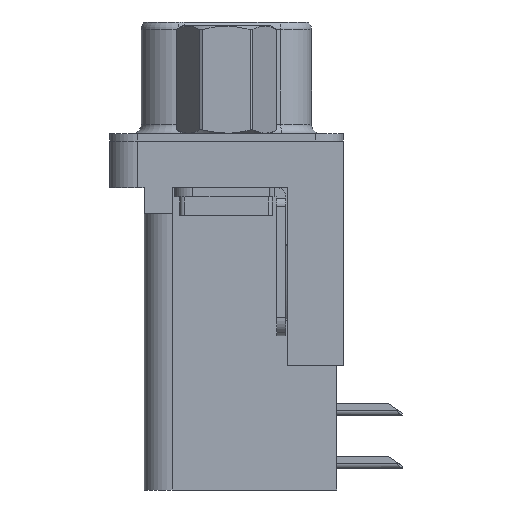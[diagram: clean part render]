
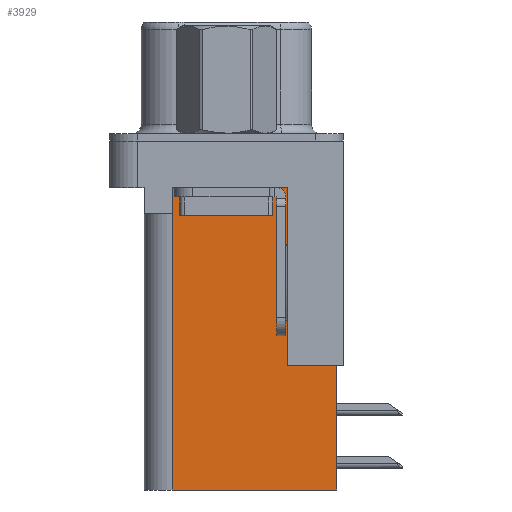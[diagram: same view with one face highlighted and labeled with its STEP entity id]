
A CAD part, left-side view. The second image highlights one B-rep face of the part: STEP entity #3929.
In plain terms, the highlighted planar face has unit normal (-1, 0, 0).
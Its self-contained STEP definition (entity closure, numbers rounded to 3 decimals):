
#581 = FACE_OUTER_BOUND ( 'NONE', #20371, .T. ) ;
#818 = VECTOR ( 'NONE', #9691, 1000. ) ;
#1105 = ORIENTED_EDGE ( 'NONE', *, *, #5773, .F. ) ;
#1252 = CARTESIAN_POINT ( 'NONE',  ( 3.765, -3.295, -18.76 ) ) ;
#1663 = DIRECTION ( 'NONE',  ( 0., 1., 0. ) ) ;
#1742 = EDGE_CURVE ( 'NONE', #22903, #21567, #23471, .T. ) ;
#2036 = EDGE_CURVE ( 'NONE', #21567, #17851, #16642, .T. ) ;
#2068 = VECTOR ( 'NONE', #15448, 1000. ) ;
#2383 = VERTEX_POINT ( 'NONE', #12883 ) ;
#2406 = EDGE_CURVE ( 'NONE', #17851, #2383, #4430, .T. ) ;
#3010 = LINE ( 'NONE', #5101, #23569 ) ;
#3039 = CARTESIAN_POINT ( 'NONE',  ( 3.765, 2.925, -18.76 ) ) ;
#3055 = DIRECTION ( 'NONE',  ( 0., 1., 0. ) ) ;
#3929 = ADVANCED_FACE ( 'NONE', ( #581 ), #17573, .F. ) ;
#4430 = LINE ( 'NONE', #9180, #24962 ) ;
#4976 = DIRECTION ( 'NONE',  ( 0., 1., 0. ) ) ;
#5044 = CARTESIAN_POINT ( 'NONE',  ( 3.765, -3.295, -2.5 ) ) ;
#5101 = CARTESIAN_POINT ( 'NONE',  ( 3.765, 2.925, -18.76 ) ) ;
#5773 = EDGE_CURVE ( 'NONE', #24253, #2383, #3010, .T. ) ;
#6107 = EDGE_CURVE ( 'NONE', #24024, #24253, #13304, .T. ) ;
#6140 = ORIENTED_EDGE ( 'NONE', *, *, #6144, .F. ) ;
#6142 = LINE ( 'NONE', #9611, #818 ) ;
#6144 = EDGE_CURVE ( 'NONE', #22599, #24024, #7404, .T. ) ;
#6225 = EDGE_CURVE ( 'NONE', #22599, #8707, #23845, .T. ) ;
#6258 = EDGE_CURVE ( 'NONE', #8707, #22903, #6142, .T. ) ;
#7115 = DIRECTION ( 'NONE',  ( 0., 0., 1. ) ) ;
#7404 = LINE ( 'NONE', #19396, #2068 ) ;
#7448 = ORIENTED_EDGE ( 'NONE', *, *, #6225, .T. ) ;
#7637 = VECTOR ( 'NONE', #3055, 1000. ) ;
#8013 = VECTOR ( 'NONE', #17369, 1000. ) ;
#8068 = ORIENTED_EDGE ( 'NONE', *, *, #2036, .T. ) ;
#8541 = DIRECTION ( 'NONE',  ( 0., 1., 0. ) ) ;
#8552 = CARTESIAN_POINT ( 'NONE',  ( 3.765, -5.925, -18.76 ) ) ;
#8577 = DIRECTION ( 'NONE',  ( 1., 0., 0. ) ) ;
#8707 = VERTEX_POINT ( 'NONE', #20223 ) ;
#8918 = ORIENTED_EDGE ( 'NONE', *, *, #6107, .F. ) ;
#9088 = DIRECTION ( 'NONE',  ( 0., 0., -1. ) ) ;
#9180 = CARTESIAN_POINT ( 'NONE',  ( 3.765, 0., -3.9 ) ) ;
#9611 = CARTESIAN_POINT ( 'NONE',  ( 3.765, -3.295, -18.76 ) ) ;
#9691 = DIRECTION ( 'NONE',  ( 0., 0., 1. ) ) ;
#10715 = VECTOR ( 'NONE', #9088, 1000. ) ;
#12883 = CARTESIAN_POINT ( 'NONE',  ( 3.765, 2.925, -3.9 ) ) ;
#13304 = LINE ( 'NONE', #15273, #8013 ) ;
#13926 = CARTESIAN_POINT ( 'NONE',  ( 3.765, 2.895, -3.9 ) ) ;
#14609 = CARTESIAN_POINT ( 'NONE',  ( 3.765, -5.925, -12.05 ) ) ;
#15273 = CARTESIAN_POINT ( 'NONE',  ( 3.765, -3.295, -18.76 ) ) ;
#15448 = DIRECTION ( 'NONE',  ( 0., 0., -1. ) ) ;
#16642 = LINE ( 'NONE', #24959, #10715 ) ;
#17369 = DIRECTION ( 'NONE',  ( 0., 1., 0. ) ) ;
#17573 = PLANE ( 'NONE',  #25168 ) ;
#17851 = VERTEX_POINT ( 'NONE', #13926 ) ;
#18000 = VECTOR ( 'NONE', #1663, 1000. ) ;
#18268 = CARTESIAN_POINT ( 'NONE',  ( 3.765, -3.295, -2.5 ) ) ;
#19396 = CARTESIAN_POINT ( 'NONE',  ( 3.765, -5.925, -2. ) ) ;
#20223 = CARTESIAN_POINT ( 'NONE',  ( 3.765, -3.295, -12.05 ) ) ;
#20371 = EDGE_LOOP ( 'NONE', ( #22876, #8068, #22731, #1105, #8918, #6140, #7448, #22114 ) ) ;
#21567 = VERTEX_POINT ( 'NONE', #24466 ) ;
#22114 = ORIENTED_EDGE ( 'NONE', *, *, #6258, .T. ) ;
#22599 = VERTEX_POINT ( 'NONE', #14609 ) ;
#22731 = ORIENTED_EDGE ( 'NONE', *, *, #2406, .T. ) ;
#22876 = ORIENTED_EDGE ( 'NONE', *, *, #1742, .T. ) ;
#22903 = VERTEX_POINT ( 'NONE', #18268 ) ;
#23471 = LINE ( 'NONE', #5044, #7637 ) ;
#23569 = VECTOR ( 'NONE', #7115, 1000. ) ;
#23845 = LINE ( 'NONE', #25469, #18000 ) ;
#24024 = VERTEX_POINT ( 'NONE', #8552 ) ;
#24253 = VERTEX_POINT ( 'NONE', #3039 ) ;
#24466 = CARTESIAN_POINT ( 'NONE',  ( 3.765, 2.895, -2.5 ) ) ;
#24959 = CARTESIAN_POINT ( 'NONE',  ( 3.765, 2.895, -3.9 ) ) ;
#24962 = VECTOR ( 'NONE', #4976, 1000. ) ;
#25168 = AXIS2_PLACEMENT_3D ( 'NONE', #1252, #8577, #8541 ) ;
#25469 = CARTESIAN_POINT ( 'NONE',  ( 3.765, -6.295, -12.05 ) ) ;
